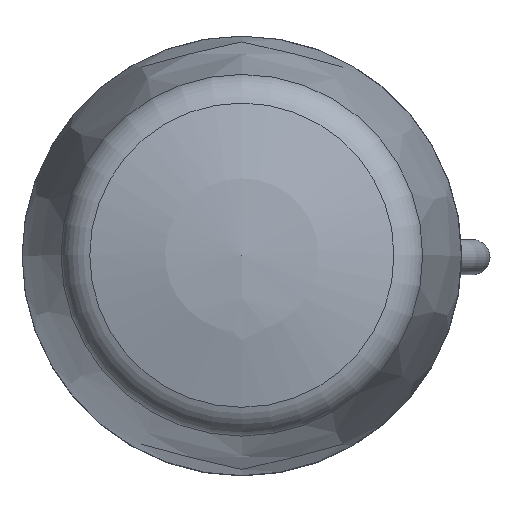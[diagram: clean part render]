
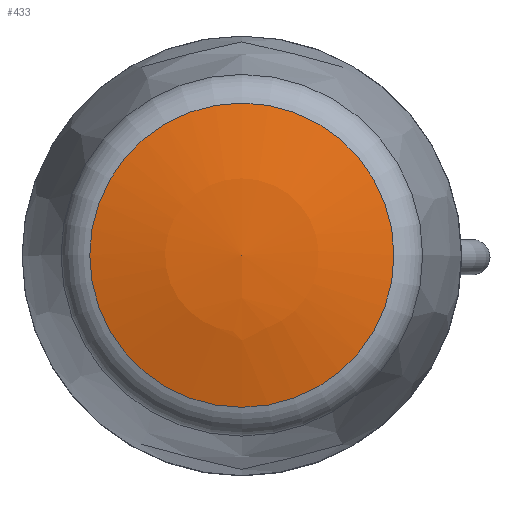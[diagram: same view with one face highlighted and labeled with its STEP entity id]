
A CAD part, top view. The second image highlights one B-rep face of the part: STEP entity #433.
In plain terms, the highlighted spherical face has radius 92.5 mm.
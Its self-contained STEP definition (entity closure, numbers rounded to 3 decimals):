
#29=SPHERICAL_SURFACE('',#2928,92.5);
#229=FACE_OUTER_BOUND('',#1233,.T.);
#433=ADVANCED_FACE('',(#229),#29,.T.);
#1233=EDGE_LOOP('',(#1619));
#1619=ORIENTED_EDGE('',*,*,#2467,.T.);
#2189=VERTEX_POINT('',#4291);
#2467=EDGE_CURVE('',#2189,#2189,#2748,.T.);
#2748=CIRCLE('',#2927,25.939);
#2927=AXIS2_PLACEMENT_3D('',#4290,#3364,#3365);
#2928=AXIS2_PLACEMENT_3D('',#4292,#3366,#3367);
#3364=DIRECTION('',(0.,0.,1.));
#3365=DIRECTION('',(-1.,0.,0.));
#3366=DIRECTION('',(0.,0.,1.));
#3367=DIRECTION('',(0.,-1.,0.));
#4290=CARTESIAN_POINT('',(0.,0.,90.241));
#4291=CARTESIAN_POINT('',(-25.939,0.,90.241));
#4292=CARTESIAN_POINT('',(0.,0.,1.452));
